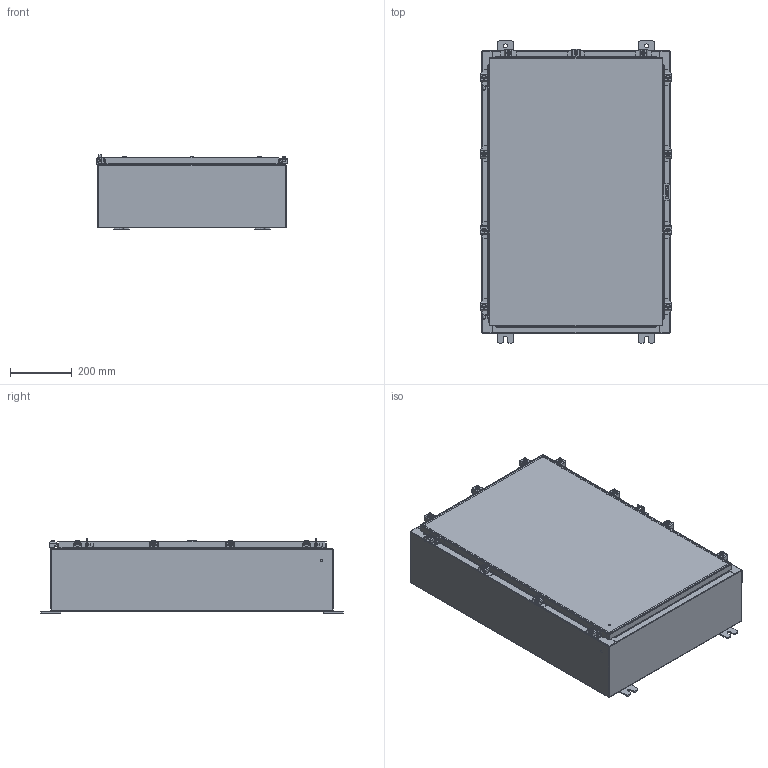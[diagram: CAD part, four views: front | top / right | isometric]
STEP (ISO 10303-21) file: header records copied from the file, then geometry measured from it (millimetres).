
FILE_DESCRIPTION (( 'STEP AP203' ), '1' );
FILE_NAME ('EX36H2408SSWP.STEP', '2015-04-06T18:27:16', ( 'changeme' ), ( 'Microsoft' ), 'SwSTEP 2.0', 'SolidWorks 2014', '' );
FILE_SCHEMA (( 'CONFIG_CONTROL_DESIGN' ));
Length unit declared in the file: inch
Products named in the file (24): EX36H2408SSWP Special Clamp; EX36H2408SSWP Body; EX36H2408SSWP Padlock Hasp; ATEX CLAMP HINGE BRAKET; EX36H2408SSWP Bottom; EX36H2408SSWP Clamp Bracket; HW-CLN-NH-20330; EX36H2408SSWP Top; 22101002_RTP29; EX36H2408SSWP; 30X10 Clamp Bracket2; 22104005_DEFAULT_RTP30; N-WMT04X30402202210-00 22101002; Clamp Top_RTP31; EX36H2408SSWP Backpanel; N-WMT04X30402202210-00 22104005_DEFAULT; EX36H2408SSWP Clamp Assembly; EX36H2408SSWP Mounting Studs; N-WMT04X30402202210-00 Clamp Top; EX36H2408SSWP Standard Clamps; Quarter-20 CD Stud; Special Clamp Assembly; EX36H2408SSWP Cover; EX36H2408SSWP Padlock Staple
Assembly tree (44 placements, depth 4):
  EX36H2408SSWP
    EX36H2408SSWP Backpanel
    EX36H2408SSWP Mounting Studs  x6
    Quarter-20 CD Stud  x2
    EX36H2408SSWP Padlock Staple
    EX36H2408SSWP Padlock Hasp
    EX36H2408SSWP Standard Clamps  x9
      EX36H2408SSWP Clamp Bracket
      EX36H2408SSWP Clamp Assembly
        22101002_RTP29  x2
        22104005_DEFAULT_RTP30
        Clamp Top_RTP31
    EX36H2408SSWP Cover
    EX36H2408SSWP Body
    EX36H2408SSWP Bottom
    EX36H2408SSWP Top
    EX36H2408SSWP Special Clamp  x2
      30X10 Clamp Bracket2
      Special Clamp Assembly
        N-WMT04X30402202210-00 22101002  x2
        N-WMT04X30402202210-00 22104005_DEFAULT
        N-WMT04X30402202210-00 Clamp Top
    ATEX CLAMP HINGE BRAKET  x2
    HW-CLN-NH-20330  x4
Bounding box: 620.3 x 977.9 x 240.1 mm (x, y, z)
Volume: 5048822.7 mm3; surface area: 4924511.8 mm2
Topology: 78 solids, 78 shells, 1971 faces, 4835 edges, 3060 vertices
Faces by surface type: plane 1041, cylinder 758, cone 86, torus 74, bspline 12
Entity records: 23167 total; most frequent: CARTESIAN_POINT 4074, DIRECTION 3437, ORIENTED_EDGE 3218, EDGE_CURVE 1609, AXIS2_PLACEMENT_3D 1189, LINE 1059, VECTOR 1059, VERTEX_POINT 982
